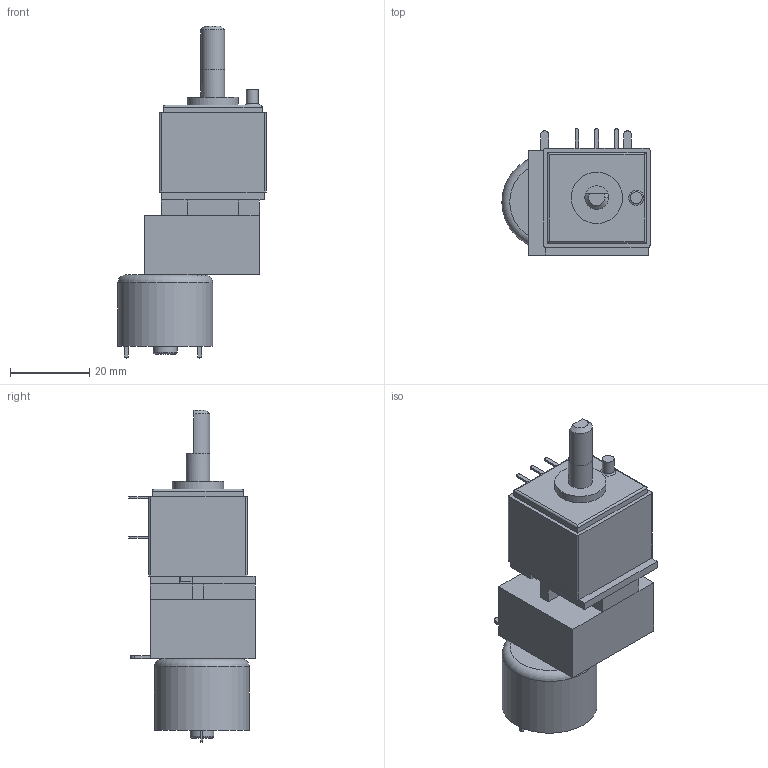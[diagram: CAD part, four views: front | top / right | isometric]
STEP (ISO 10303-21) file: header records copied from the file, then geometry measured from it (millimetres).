
FILE_DESCRIPTION(('FreeCAD Model'),'2;1');
FILE_NAME('RK27112A0A16_MOTOR.stp','2017-09-01T22:19:01',('Author'),(''), 'Open CASCADE STEP processor 6.8','FreeCAD','Unknown');
FILE_SCHEMA(('AUTOMOTIVE_DESIGN_CC2 { 1 2 10303 214 -1 1 5 4 }'));
Length unit declared in the file: millimetre
Products named in the file (2): ASSEMBLY; Fusion002
Assembly tree (1 placements, depth 2):
  ASSEMBLY
    Fusion002
Bounding box: 37.5 x 32 x 84 mm (x, y, z)
Volume: 37911.9 mm3; surface area: 9094.1 mm2
Topology: 1 solids, 1 shells, 158 faces, 384 edges, 243 vertices
Faces by surface type: plane 117, cylinder 36, torus 3, cone 2
Full cylindrical faces by diameter (mm): 3 x1, 3.082 x1, 6 x2, 13 x1, 24 x1
Entity records: 10840 total; most frequent: CARTESIAN_POINT 1857, DIRECTION 1497, LINE 988, VECTOR 988, ORIENTED_EDGE 768, PCURVE 768, DEFINITIONAL_REPRESENTATION 768, EDGE_CURVE 384
